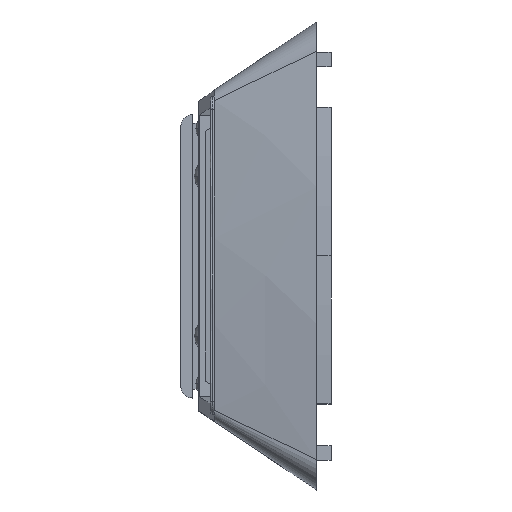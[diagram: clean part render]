
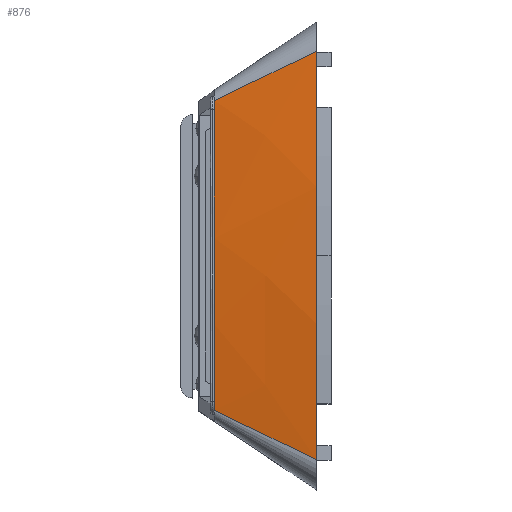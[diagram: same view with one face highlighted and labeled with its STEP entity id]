
A CAD part, top view. The second image highlights one B-rep face of the part: STEP entity #876.
In plain terms, the highlighted free-form (B-spline) face has degree [3, 1] with [12, 2] control points.
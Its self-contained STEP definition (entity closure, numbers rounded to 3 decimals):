
#673 = VERTEX_POINT ( 'NONE', #3363 ) ;
#675 = EDGE_CURVE ( 'NONE', #757, #673, #3362, .T. ) ;
#757 = VERTEX_POINT ( 'NONE', #3503 ) ;
#876 = ADVANCED_FACE ( 'NONE', ( #3753 ), #3799, .T. ) ;
#887 = EDGE_CURVE ( 'NONE', #8315, #673, #4029, .T. ) ;
#892 = ORIENTED_EDGE ( 'NONE', *, *, #8100, .F. ) ;
#1001 = ORIENTED_EDGE ( 'NONE', *, *, #675, .T. ) ;
#1002 = ORIENTED_EDGE ( 'NONE', *, *, #887, .F. ) ;
#1038 = EDGE_LOOP ( 'NONE', ( #1001, #1002, #892, #1053 ) ) ;
#1040 = EDGE_CURVE ( 'NONE', #8313, #757, #4431, .T. ) ;
#1053 = ORIENTED_EDGE ( 'NONE', *, *, #1040, .T. ) ;
#3343 = CARTESIAN_POINT ( 'NONE',  ( 121.731, 141.393, 16.684 ) ) ;
#3344 = CARTESIAN_POINT ( 'NONE',  ( 121.731, 141.832, 16.727 ) ) ;
#3345 = CARTESIAN_POINT ( 'NONE',  ( 121.731, 142.709, 16.801 ) ) ;
#3346 = CARTESIAN_POINT ( 'NONE',  ( 121.731, 144.028, 16.881 ) ) ;
#3347 = CARTESIAN_POINT ( 'NONE',  ( 121.731, 145.348, 16.929 ) ) ;
#3348 = CARTESIAN_POINT ( 'NONE',  ( 121.731, 146.229, 16.94 ) ) ;
#3349 = CARTESIAN_POINT ( 'NONE',  ( 121.731, 147.11, 16.94 ) ) ;
#3350 = CARTESIAN_POINT ( 'NONE',  ( 121.731, 147.991, 16.929 ) ) ;
#3351 = CARTESIAN_POINT ( 'NONE',  ( 121.731, 149.311, 16.881 ) ) ;
#3352 = CARTESIAN_POINT ( 'NONE',  ( 121.731, 150.63, 16.801 ) ) ;
#3353 = CARTESIAN_POINT ( 'NONE',  ( 121.731, 151.507, 16.727 ) ) ;
#3354 = CARTESIAN_POINT ( 'NONE',  ( 121.731, 151.946, 16.684 ) ) ;
#3362 = B_SPLINE_CURVE_WITH_KNOTS ( 'NONE', 3,
 ( #3354, #3353, #3352, #3351, #3350, #3349, #3348, #3347, #3346, #3345, #3344, #3343 ),
 .UNSPECIFIED., .F., .F.,
 ( 4, 1, 1, 1, 2, 1, 1, 1, 4 ),
 ( -0.005, -0.004, -0.003, -0.001, 0., 0.001, 0.003, 0.004, 0.005 ),
 .UNSPECIFIED. ) ;
#3363 = CARTESIAN_POINT ( 'NONE',  ( 121.731, 141.393, 16.684 ) ) ;
#3503 = CARTESIAN_POINT ( 'NONE',  ( 121.731, 151.946, 16.684 ) ) ;
#3753 = FACE_OUTER_BOUND ( 'NONE', #1038, .T. ) ;
#3785 = CARTESIAN_POINT ( 'NONE',  ( 121.731, 146.229, 16.94 ) ) ;
#3786 = CARTESIAN_POINT ( 'NONE',  ( 125.203, 146.089, 17.44 ) ) ;
#3787 = CARTESIAN_POINT ( 'NONE',  ( 121.731, 145.348, 16.929 ) ) ;
#3788 = CARTESIAN_POINT ( 'NONE',  ( 125.203, 144.927, 17.421 ) ) ;
#3789 = CARTESIAN_POINT ( 'NONE',  ( 121.731, 144.028, 16.881 ) ) ;
#3790 = CARTESIAN_POINT ( 'NONE',  ( 125.203, 143.187, 17.339 ) ) ;
#3791 = CARTESIAN_POINT ( 'NONE',  ( 121.731, 142.709, 16.801 ) ) ;
#3792 = CARTESIAN_POINT ( 'NONE',  ( 125.203, 141.45, 17.201 ) ) ;
#3793 = CARTESIAN_POINT ( 'NONE',  ( 121.731, 141.832, 16.727 ) ) ;
#3794 = CARTESIAN_POINT ( 'NONE',  ( 125.203, 140.296, 17.073 ) ) ;
#3795 = CARTESIAN_POINT ( 'NONE',  ( 121.731, 141.393, 16.684 ) ) ;
#3796 = CARTESIAN_POINT ( 'NONE',  ( 125.203, 139.72, 17. ) ) ;
#3799 = B_SPLINE_SURFACE_WITH_KNOTS ( 'NONE', 3, 1, ( 
 ( #3796, #3795 ),
 ( #3794, #3793 ),
 ( #3792, #3791 ),
 ( #3790, #3789 ),
 ( #3788, #3787 ),
 ( #3786, #3785 ),
 ( #4088, #4087 ),
 ( #4086, #4085 ),
 ( #4084, #4083 ),
 ( #4082, #4081 ),
 ( #3944, #3943 ),
 ( #3942, #3941 ) ),
 .UNSPECIFIED., .F., .F., .F.,
 ( 4, 1, 1, 1, 2, 1, 1, 1, 4 ),
 ( 2, 2 ),
 ( 0., 0.125, 0.25, 0.375, 0.5, 0.625, 0.75, 0.875, 1. ),
 ( 0., 1. ),
 .UNSPECIFIED. ) ;
#3941 = CARTESIAN_POINT ( 'NONE',  ( 121.731, 151.946, 16.684 ) ) ;
#3942 = CARTESIAN_POINT ( 'NONE',  ( 125.203, 153.62, 17. ) ) ;
#3943 = CARTESIAN_POINT ( 'NONE',  ( 121.731, 151.507, 16.727 ) ) ;
#3944 = CARTESIAN_POINT ( 'NONE',  ( 125.203, 153.043, 17.073 ) ) ;
#4026 = DIRECTION ( 'NONE',  ( -0.898, 0.433, -0.082 ) ) ;
#4027 = VECTOR ( 'NONE', #4026, 1000. ) ;
#4028 = CARTESIAN_POINT ( 'NONE',  ( 123.45, 140.565, 16.841 ) ) ;
#4029 = LINE ( 'NONE', #4028, #4027 ) ;
#4081 = CARTESIAN_POINT ( 'NONE',  ( 121.731, 150.63, 16.801 ) ) ;
#4082 = CARTESIAN_POINT ( 'NONE',  ( 125.203, 151.889, 17.201 ) ) ;
#4083 = CARTESIAN_POINT ( 'NONE',  ( 121.731, 149.311, 16.881 ) ) ;
#4084 = CARTESIAN_POINT ( 'NONE',  ( 125.203, 150.152, 17.339 ) ) ;
#4085 = CARTESIAN_POINT ( 'NONE',  ( 121.731, 147.991, 16.929 ) ) ;
#4086 = CARTESIAN_POINT ( 'NONE',  ( 125.203, 148.412, 17.421 ) ) ;
#4087 = CARTESIAN_POINT ( 'NONE',  ( 121.731, 147.11, 16.94 ) ) ;
#4088 = CARTESIAN_POINT ( 'NONE',  ( 125.203, 147.25, 17.44 ) ) ;
#4428 = DIRECTION ( 'NONE',  ( -0.898, -0.433, -0.082 ) ) ;
#4429 = VECTOR ( 'NONE', #4428, 1000. ) ;
#4430 = CARTESIAN_POINT ( 'NONE',  ( 123.467, 152.783, 16.842 ) ) ;
#4431 = LINE ( 'NONE', #4430, #4429 ) ;
#6703 = CARTESIAN_POINT ( 'NONE',  ( 125.203, 139.72, 17. ) ) ;
#6704 = CARTESIAN_POINT ( 'NONE',  ( 125.203, 140.296, 17.073 ) ) ;
#6705 = CARTESIAN_POINT ( 'NONE',  ( 125.203, 141.45, 17.201 ) ) ;
#6706 = CARTESIAN_POINT ( 'NONE',  ( 125.203, 143.187, 17.339 ) ) ;
#6707 = CARTESIAN_POINT ( 'NONE',  ( 125.203, 144.927, 17.421 ) ) ;
#6708 = CARTESIAN_POINT ( 'NONE',  ( 125.203, 146.089, 17.44 ) ) ;
#6709 = CARTESIAN_POINT ( 'NONE',  ( 125.203, 147.25, 17.44 ) ) ;
#6710 = CARTESIAN_POINT ( 'NONE',  ( 125.203, 148.412, 17.421 ) ) ;
#6711 = CARTESIAN_POINT ( 'NONE',  ( 125.203, 150.152, 17.339 ) ) ;
#6712 = CARTESIAN_POINT ( 'NONE',  ( 125.203, 151.889, 17.201 ) ) ;
#6713 = CARTESIAN_POINT ( 'NONE',  ( 125.203, 153.043, 17.073 ) ) ;
#6714 = CARTESIAN_POINT ( 'NONE',  ( 125.203, 153.62, 17. ) ) ;
#6716 = B_SPLINE_CURVE_WITH_KNOTS ( 'NONE', 3,
 ( #6714, #6713, #6712, #6711, #6710, #6709, #6708, #6707, #6706, #6705, #6704, #6703 ),
 .UNSPECIFIED., .F., .F.,
 ( 4, 1, 1, 1, 2, 1, 1, 1, 4 ),
 ( 0., 0.002, 0.003, 0.005, 0.007, 0.009, 0.01, 0.012, 0.014 ),
 .UNSPECIFIED. ) ;
#7357 = CARTESIAN_POINT ( 'NONE',  ( 125.203, 139.72, 17. ) ) ;
#7359 = CARTESIAN_POINT ( 'NONE',  ( 125.203, 153.62, 17. ) ) ;
#8100 = EDGE_CURVE ( 'NONE', #8313, #8315, #6716, .T. ) ;
#8313 = VERTEX_POINT ( 'NONE', #7359 ) ;
#8315 = VERTEX_POINT ( 'NONE', #7357 ) ;
